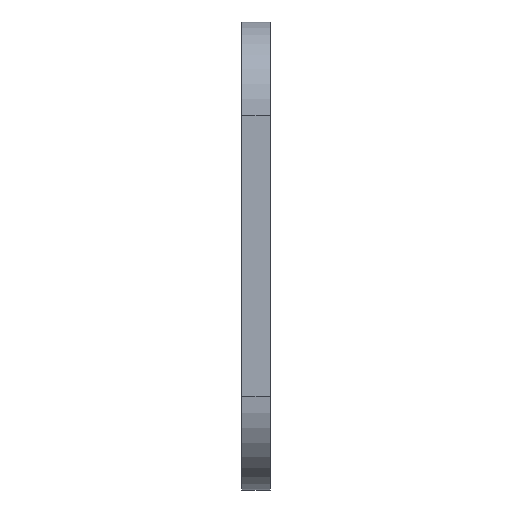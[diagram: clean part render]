
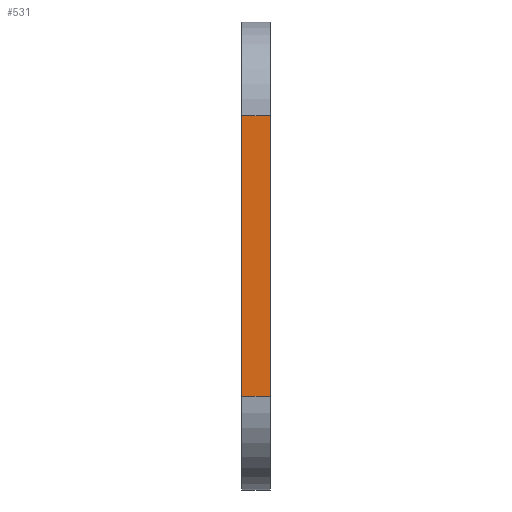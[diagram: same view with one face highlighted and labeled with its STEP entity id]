
A CAD part, left-side view. The second image highlights one B-rep face of the part: STEP entity #531.
In plain terms, the highlighted planar face has unit normal (-1, 0, 0).
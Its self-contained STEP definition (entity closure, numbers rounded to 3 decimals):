
#6 = DIRECTION ( 'NONE',  ( 0., 0., -1. ) ) ;
#16 = CARTESIAN_POINT ( 'NONE',  ( -35., 58., 15. ) ) ;
#73 = VECTOR ( 'NONE', #876, 1000. ) ;
#98 = ORIENTED_EDGE ( 'NONE', *, *, #117, .T. ) ;
#117 = EDGE_CURVE ( 'NONE', #802, #779, #506, .T. ) ;
#119 = CARTESIAN_POINT ( 'NONE',  ( -35., 55., -15. ) ) ;
#159 = EDGE_CURVE ( 'NONE', #658, #802, #571, .T. ) ;
#174 = ORIENTED_EDGE ( 'NONE', *, *, #877, .T. ) ;
#223 = FACE_OUTER_BOUND ( 'NONE', #785, .T. ) ;
#278 = DIRECTION ( 'NONE',  ( -1., 0., 0. ) ) ;
#281 = CARTESIAN_POINT ( 'NONE',  ( -35., 55., -15. ) ) ;
#312 = VERTEX_POINT ( 'NONE', #281 ) ;
#324 = DIRECTION ( 'NONE',  ( 0., -1., 0. ) ) ;
#356 = EDGE_CURVE ( 'NONE', #658, #312, #523, .T. ) ;
#436 = DIRECTION ( 'NONE',  ( 0., 1., 0. ) ) ;
#506 = LINE ( 'NONE', #780, #539 ) ;
#519 = ORIENTED_EDGE ( 'NONE', *, *, #356, .F. ) ;
#523 = LINE ( 'NONE', #803, #73 ) ;
#531 = ADVANCED_FACE ( 'NONE', ( #223 ), #839, .T. ) ;
#539 = VECTOR ( 'NONE', #6, 1000. ) ;
#559 = DIRECTION ( 'NONE',  ( 0., -1., 0. ) ) ;
#571 = LINE ( 'NONE', #16, #612 ) ;
#612 = VECTOR ( 'NONE', #436, 1000. ) ;
#614 = CARTESIAN_POINT ( 'NONE',  ( -35., 58., 15. ) ) ;
#658 = VERTEX_POINT ( 'NONE', #847 ) ;
#670 = ORIENTED_EDGE ( 'NONE', *, *, #159, .T. ) ;
#761 = CARTESIAN_POINT ( 'NONE',  ( -35., 58., 0. ) ) ;
#779 = VERTEX_POINT ( 'NONE', #815 ) ;
#780 = CARTESIAN_POINT ( 'NONE',  ( -35., 58., 0. ) ) ;
#785 = EDGE_LOOP ( 'NONE', ( #519, #670, #98, #174 ) ) ;
#802 = VERTEX_POINT ( 'NONE', #614 ) ;
#803 = CARTESIAN_POINT ( 'NONE',  ( -35., 55., 0. ) ) ;
#815 = CARTESIAN_POINT ( 'NONE',  ( -35., 58., -15. ) ) ;
#839 = PLANE ( 'NONE',  #841 ) ;
#841 = AXIS2_PLACEMENT_3D ( 'NONE', #761, #278, #559 ) ;
#847 = CARTESIAN_POINT ( 'NONE',  ( -35., 55., 15. ) ) ;
#876 = DIRECTION ( 'NONE',  ( 0., 0., -1. ) ) ;
#877 = EDGE_CURVE ( 'NONE', #779, #312, #883, .T. ) ;
#883 = LINE ( 'NONE', #119, #886 ) ;
#886 = VECTOR ( 'NONE', #324, 1000. ) ;
